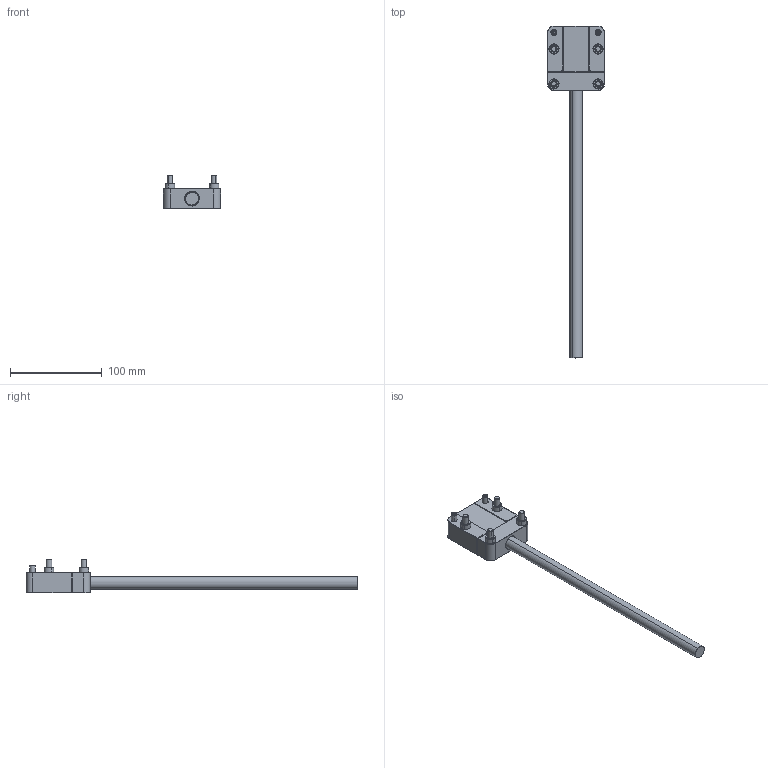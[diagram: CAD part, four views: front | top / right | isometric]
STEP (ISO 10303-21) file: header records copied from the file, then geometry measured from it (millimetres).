
FILE_DESCRIPTION (( 'STEP AP214' ), '1' );
FILE_NAME ('EY140600.STEP', '2019-10-14T09:24:12', ( '' ), ( '' ), 'SwSTEP 2.0', 'SolidWorks 2018', '' );
FILE_SCHEMA (( 'AUTOMOTIVE_DESIGN' ));
Length unit declared in the file: millimetre
Products named in the file (13): 1DIN912630_DIN 912 M6 x 30 --- 30C; 1DIN913830_M8 x 30; 3CASQ-EY14; EY140600-A; EX140600-E; EY140600-C; 3IMAN3X2; EY140600; EY140600-F; EY140600-B; EX140600-H; 1PCR7979620_ISO 8735-6x20-A-St; ZBS016
Assembly tree (21 placements, depth 2):
  EY140600
    EY140600-A
    EY140600-F  x2
    EY140600-C
    3CASQ-EY14
    EX140600-H
    EX140600-E
    ZBS016  x4
    1DIN912630_DIN 912 M6 x 30 --- 30C  x4
    EY140600-B
    1PCR7979620_ISO 8735-6x20-A-St  x2
    3IMAN3X2  x2
    1DIN913830_M8 x 30
Bounding box: 62 x 361 x 36.5 mm (x, y, z)
Volume: 138790.5 mm3; surface area: 56315.5 mm2
Topology: 25 solids, 25 shells, 681 faces, 1485 edges, 861 vertices
Faces by surface type: plane 247, cone 176, cylinder 166, torus 80, sphere 12
Entity records: 13628 total; most frequent: CARTESIAN_POINT 2492, DIRECTION 2366, ORIENTED_EDGE 2032, EDGE_CURVE 1016, AXIS2_PLACEMENT_3D 914, VERTEX_POINT 596, VECTOR 538, LINE 538
